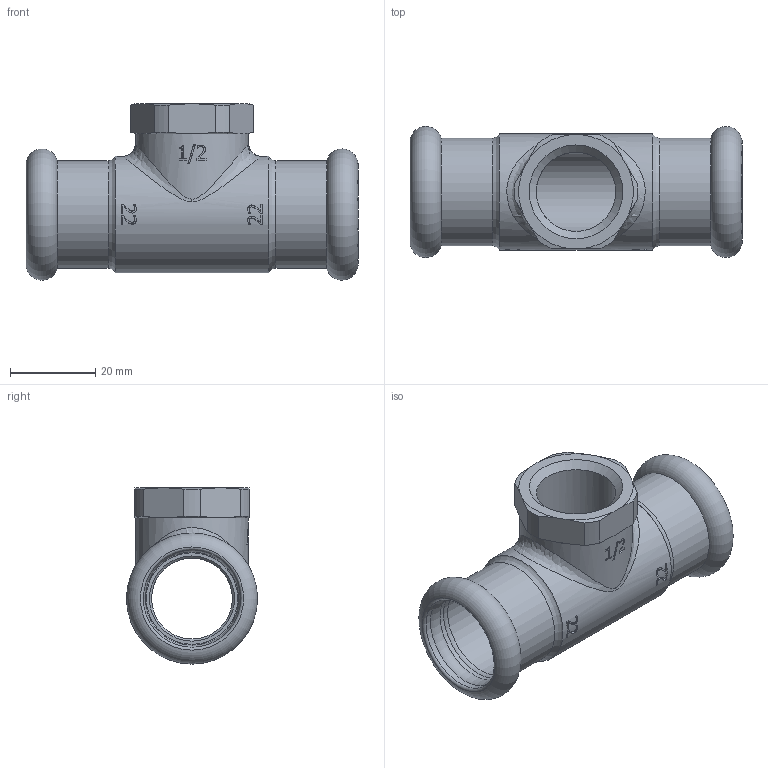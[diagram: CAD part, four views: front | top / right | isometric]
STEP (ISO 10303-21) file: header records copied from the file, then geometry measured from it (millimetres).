
FILE_DESCRIPTION(/* description */ (''),/* implementation_level */ '2;1');
FILE_NAME(/* name */ '189102022_Inoxpres.stp',/* time_stamp */ '2022-10-12T08:12:13+02:00',/* author */ ('Vault'),/* organization */ ('Raccorderie metalliche s.p.a.'),/* preprocessor_version */ 'ST-DEVELOPER v18.1',/* originating_system */ 'Autodesk Inventor 2020',/* authorisation */ 'Raccorderie metalliche s.p.a.');
FILE_SCHEMA (('AUTOMOTIVE_DESIGN { 1 0 10303 214 3 1 1 }'));
Length unit declared in the file: millimetre
Products named in the file (1): 189102022_Inoxpres
Bounding box: 78 x 30.81 x 41.4 mm (x, y, z)
Volume: 21399.3 mm3; surface area: 14425.7 mm2
Topology: 1 solids, 1 shells, 165 faces, 464 edges, 310 vertices
Faces by surface type: bspline 61, plane 52, cylinder 25, cone 15, torus 12
Full cylindrical faces by diameter (mm): 18.631 x1, 19 x1, 22.3 x2, 22.9 x4, 25.3 x2, 26.5 x1, 27.3 x1
Entity records: 20980 total; most frequent: CARTESIAN_POINT 17125, ORIENTED_EDGE 930, DIRECTION 598, EDGE_CURVE 465, VERTEX_POINT 311, AXIS2_PLACEMENT_3D 219, EDGE_LOOP 178, B_SPLINE_CURVE_WITH_KNOTS 167
